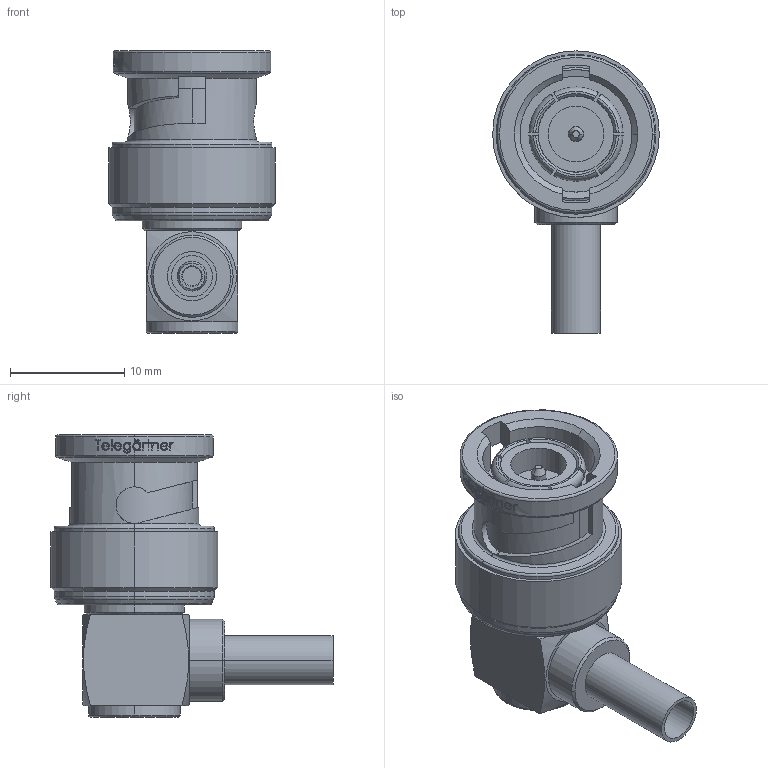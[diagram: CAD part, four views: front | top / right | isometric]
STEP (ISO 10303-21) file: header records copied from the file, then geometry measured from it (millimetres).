
FILE_DESCRIPTION (( 'STEP AP214' ), '1' );
FILE_NAME ('J01000A0033.STEP', '2018-11-20T07:21:53', ( '' ), ( '' ), 'SwSTEP 2.0', 'SolidWorks 2017', '' );
FILE_SCHEMA (( 'AUTOMOTIVE_DESIGN' ));
Length unit declared in the file: millimetre
Products named in the file (1): J01000A0033
Bounding box: 14.6 x 24.7 x 24.75 mm (x, y, z)
Volume: 2693.8 mm3; surface area: 1958.7 mm2
Topology: 1 solids, 1 shells, 314 faces, 798 edges, 517 vertices
Faces by surface type: plane 113, bspline 78, cylinder 70, cone 33, torus 20
Entity records: 15851 total; most frequent: CARTESIAN_POINT 5360, ORIENTED_EDGE 1596, DIRECTION 1265, EDGE_CURVE 798, VERTEX_POINT 517, AXIS2_PLACEMENT_3D 459, EDGE_LOOP 349, VECTOR 347
